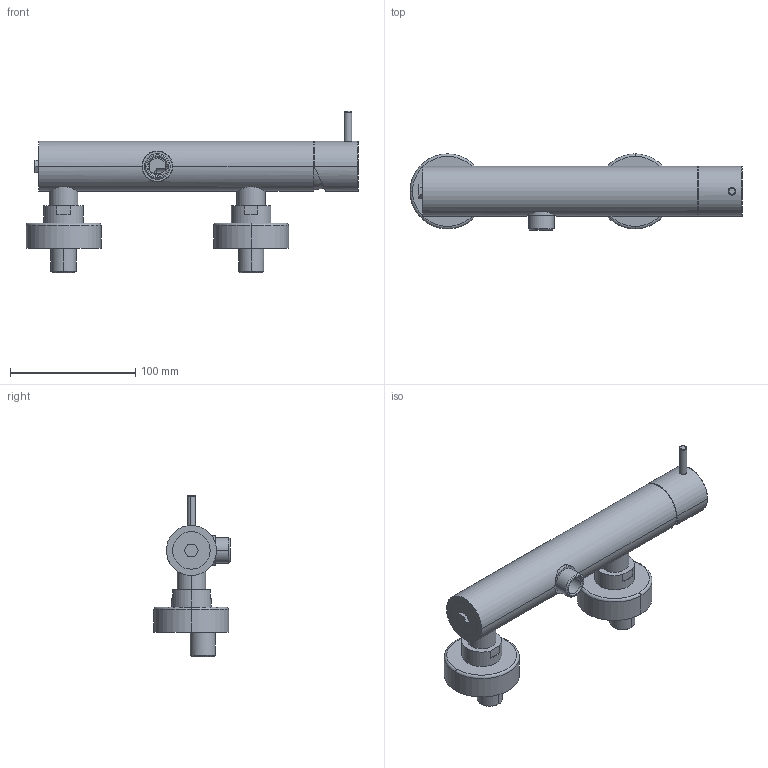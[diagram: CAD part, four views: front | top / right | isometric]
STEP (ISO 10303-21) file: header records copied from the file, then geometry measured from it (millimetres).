
FILE_DESCRIPTION (( 'STEP AP214' ), '1' );
FILE_NAME ('C35.0017 3D.STEP', '2023-01-19T14:13:25', ( '' ), ( '' ), 'SwSTEP 2.0', 'SolidWorks 2022', '' );
FILE_SCHEMA (( 'AUTOMOTIVE_DESIGN' ));
Length unit declared in the file: millimetre
Products named in the file (12): 0005-TAMPA_VEDA__O_CORPO__40x220MM_000000000000.STEP; C35.0017.STEP; 0005-CASQUILHO_AUMENTO__22,8x21,4MM_000000000000.STEP; 0005-PORCA__31.8x14MM_000000000000.STEP; 0092.006.00.STEP; 0209.0003.00.STEP; 0124.001.00.STEP; 0209.002.00.STEP; 0005-KIT_ENCENTRICO_CILINDRICO_EXCENTRICO_000000000000.STEP; 0209.001.00.STEP; 0005-KIT_ENCENTRICO_CILINDRICO_ESPELHO__60x20MM_000000000000.STEP; C35.0017 3D
Assembly tree (15 placements, depth 3):
  C35.0017 3D
    C35.0017.STEP
      0005-CASQUILHO_AUMENTO__22,8x21,4MM_000000000000.STEP  x2
      0005-KIT_ENCENTRICO_CILINDRICO_ESPELHO__60x20MM_000000000000.STEP  x2
      0005-KIT_ENCENTRICO_CILINDRICO_EXCENTRICO_000000000000.STEP  x2
      0005-PORCA__31.8x14MM_000000000000.STEP  x2
      0209.002.00.STEP
      0005-TAMPA_VEDA__O_CORPO__40x220MM_000000000000.STEP
      0209.001.00.STEP
      0209.0003.00.STEP
      0092.006.00.STEP
      0124.001.00.STEP
Bounding box: 265.5 x 61 x 128.9 mm (x, y, z)
Volume: 254989.3 mm3; surface area: 115155.2 mm2
Topology: 14 solids, 14 shells, 333 faces, 742 edges, 453 vertices
Faces by surface type: cylinder 139, plane 105, cone 67, torus 18, bspline 4
Entity records: 10794 total; most frequent: CARTESIAN_POINT 4456, DIRECTION 1332, ORIENTED_EDGE 1132, EDGE_CURVE 566, AXIS2_PLACEMENT_3D 545, VERTEX_POINT 351, EDGE_LOOP 303, CIRCLE 272
